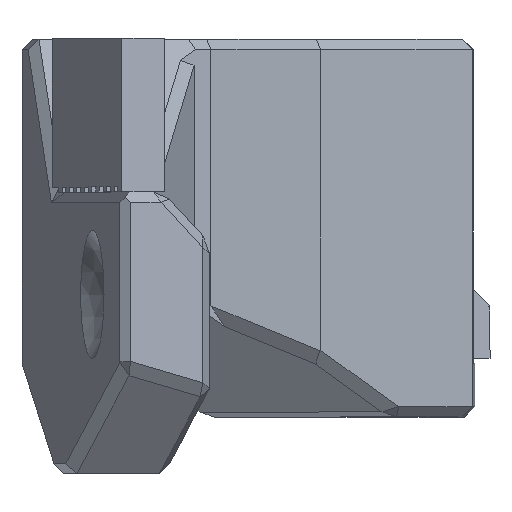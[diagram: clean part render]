
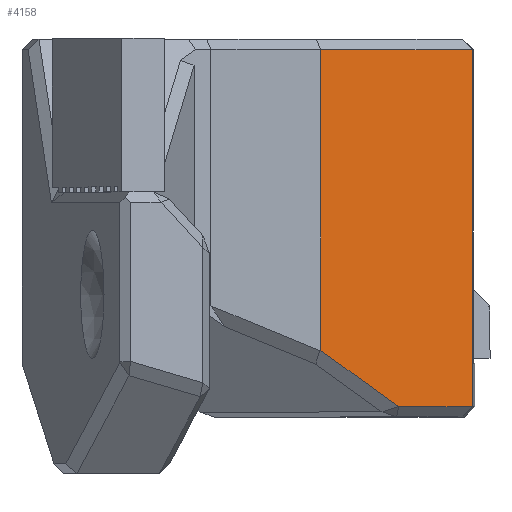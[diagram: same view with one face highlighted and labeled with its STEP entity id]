
A CAD part, top view. The second image highlights one B-rep face of the part: STEP entity #4158.
In plain terms, the highlighted face is planar.
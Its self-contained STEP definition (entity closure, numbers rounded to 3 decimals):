
#254=FACE_OUTER_BOUND('',#483,.T.);
#483=EDGE_LOOP('',(#3488,#3489,#3490,#3491,#3492));
#906=LINE('',#6466,#1436);
#910=LINE('',#6474,#1440);
#1024=LINE('',#6848,#1554);
#1025=LINE('',#6849,#1555);
#1026=LINE('',#6850,#1556);
#1436=VECTOR('',#5117,10.);
#1440=VECTOR('',#5123,10.);
#1554=VECTOR('',#5379,10.);
#1555=VECTOR('',#5380,10.);
#1556=VECTOR('',#5381,10.);
#1863=VERTEX_POINT('',#6248);
#1896=VERTEX_POINT('',#6465);
#1899=VERTEX_POINT('',#6473);
#1984=VERTEX_POINT('',#6846);
#1985=VERTEX_POINT('',#6847);
#2372=EDGE_CURVE('',#1896,#1863,#906,.T.);
#2376=EDGE_CURVE('',#1863,#1899,#910,.T.);
#2516=EDGE_CURVE('',#1984,#1985,#1024,.T.);
#2517=EDGE_CURVE('',#1984,#1899,#1025,.T.);
#2518=EDGE_CURVE('',#1896,#1985,#1026,.F.);
#3488=ORIENTED_EDGE('',*,*,#2516,.F.);
#3489=ORIENTED_EDGE('',*,*,#2517,.T.);
#3490=ORIENTED_EDGE('',*,*,#2376,.F.);
#3491=ORIENTED_EDGE('',*,*,#2372,.F.);
#3492=ORIENTED_EDGE('',*,*,#2518,.T.);
#3935=PLANE('',#4453);
#4158=ADVANCED_FACE('',(#254),#3935,.T.);
#4453=AXIS2_PLACEMENT_3D('',#6845,#5377,#5378);
#5117=DIRECTION('',(-0.766,0.643,0.));
#5123=DIRECTION('',(-0.671,0.563,-0.483));
#5377=DIRECTION('center_axis',(0.643,0.766,0.));
#5378=DIRECTION('ref_axis',(0.,0.,
1.));
#5379=DIRECTION('',(0.766,-0.643,0.));
#5380=DIRECTION('',(0.,0.,1.));
#5381=DIRECTION('',(0.,0.,1.));
#6248=CARTESIAN_POINT('',(-27.777,101.469,5.9));
#6465=CARTESIAN_POINT('',(-24.903,99.057,5.9));
#6466=CARTESIAN_POINT('',(-19.977,94.923,5.9));
#6473=CARTESIAN_POINT('',(-30.822,104.024,3.707));
#6474=CARTESIAN_POINT('',(-29.92,103.266,4.357));
#6845=CARTESIAN_POINT('Origin',(-24.812,98.981,-8.45));
#6846=CARTESIAN_POINT('',(-30.822,104.024,-8.05));
#6847=CARTESIAN_POINT('',(-24.903,99.057,-8.05));
#6848=CARTESIAN_POINT('',(-19.977,94.923,-8.05));
#6849=CARTESIAN_POINT('',(-30.822,104.024,-4.762));
#6850=CARTESIAN_POINT('',(-24.903,99.057,-4.887));
